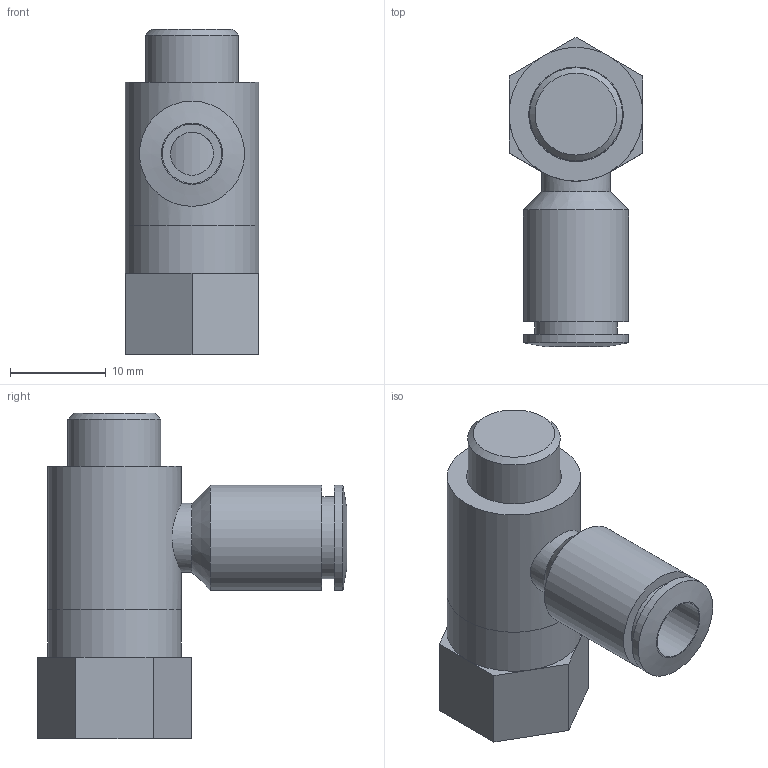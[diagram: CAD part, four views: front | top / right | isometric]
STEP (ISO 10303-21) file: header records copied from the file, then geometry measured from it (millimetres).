
FILE_DESCRIPTION(/* description */ ('Unknown'),/* implementation_level */ '2;1');
FILE_NAME(/* name */ 'MRFC.06.1;8',/* time_stamp */ '2019-11-01T09:44:58-04:00',/* author */ ('Unknown'),/* organization */ ('Unknown'),/* preprocessor_version */ 'ST-DEVELOPER v16.7',/* originating_system */ 'DEX',/* authorisation */ $);
FILE_SCHEMA (('AUTOMOTIVE_DESIGN {1 0 10303 214 3 1 1}'));
Length unit declared in the file: millimetre
Products named in the file (3): MRFC.06.1;8; _50A18U; _130418
Assembly tree (2 placements, depth 2):
  MRFC.06.1;8
    _50A18U
    _130418
Bounding box: 14 x 32.38 x 34 mm (x, y, z)
Volume: 5750.8 mm3; surface area: 3943.6 mm2
Topology: 2 solids, 2 shells, 36 faces, 73 edges, 47 vertices
Faces by surface type: plane 22, cylinder 11, cone 3
Full cylindrical faces by diameter (mm): 4.5 x1, 6.2 x1, 7.184 x1, 7.2 x1, 8.6 x1, 9.728 x1, 9.9 x1, 11 x2, 14 x2
Entity records: 1171 total; most frequent: CARTESIAN_POINT 165, DIRECTION 156, ORIENTED_EDGE 106, AXIS2_PLACEMENT_3D 66, EDGE_LOOP 60, FACE_BOUND 60, EDGE_CURVE 53, VERTEX_POINT 41
